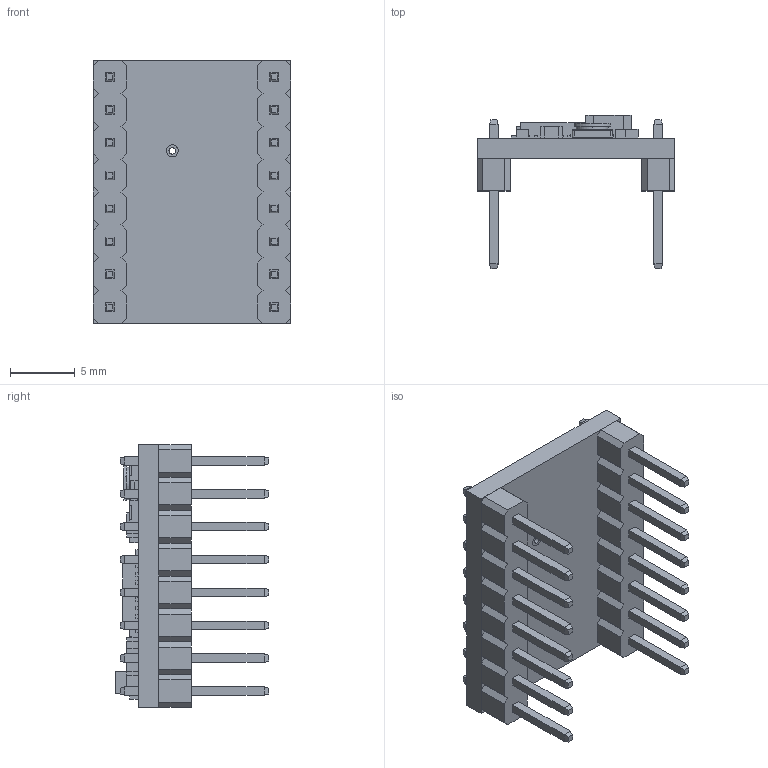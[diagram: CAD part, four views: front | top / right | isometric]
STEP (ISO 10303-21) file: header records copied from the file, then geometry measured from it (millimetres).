
FILE_DESCRIPTION (( 'STEP AP214' ), '1' );
FILE_NAME ('A4988 STEPPER MOTOR DRIVER CARRIER BLACK.STEP', '2020-04-21T18:03:19', ( '' ), ( '' ), 'SwSTEP 2.0', 'SolidWorks 2017', '' );
FILE_SCHEMA (( 'AUTOMOTIVE_DESIGN' ));
Length unit declared in the file: mil
Products named in the file (1): A4988 STEPPER MOTOR DRIVER CARRIER BLACK
Bounding box: 15.24 x 11.89 x 20.32 mm (x, y, z)
Volume: 842 mm3; surface area: 2392.8 mm2
Topology: 99 solids, 99 shells, 1014 faces, 2284 edges, 1472 vertices
Faces by surface type: plane 885, cylinder 119, torus 8, cone 2
Entity records: 29018 total; most frequent: CARTESIAN_POINT 4771, ORIENTED_EDGE 4568, DIRECTION 4562, EDGE_CURVE 2284, VECTOR 2036, LINE 2036, VERTEX_POINT 1472, AXIS2_PLACEMENT_3D 1263
